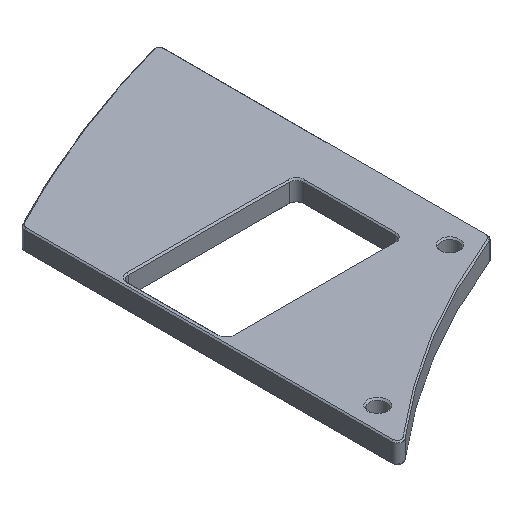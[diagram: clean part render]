
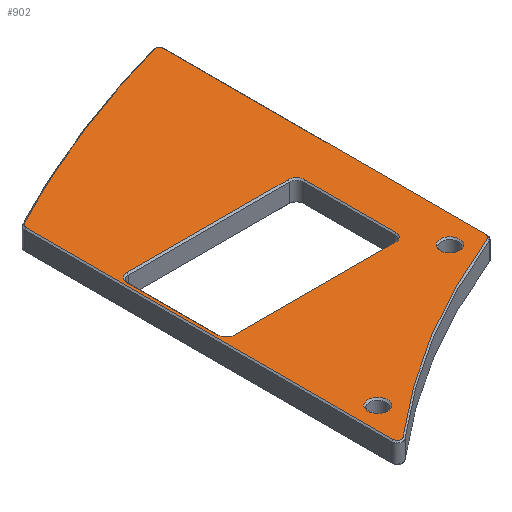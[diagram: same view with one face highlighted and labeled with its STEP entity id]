
A CAD part, isometric view. The second image highlights one B-rep face of the part: STEP entity #902.
In plain terms, the highlighted planar face has unit normal (0, 0, 1).
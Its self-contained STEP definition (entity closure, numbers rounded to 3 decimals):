
#18=FACE_BOUND('',#187,.T.);
#19=FACE_BOUND('',#188,.T.);
#20=FACE_BOUND('',#189,.T.);
#38=CIRCLE('',#966,1.2);
#40=CIRCLE('',#970,1.2);
#42=CIRCLE('',#974,1.2);
#44=CIRCLE('',#978,1.2);
#47=CIRCLE('',#986,111.708);
#48=CIRCLE('',#987,0.6);
#49=CIRCLE('',#988,0.6);
#50=CIRCLE('',#989,156.565);
#51=CIRCLE('',#990,156.706);
#52=CIRCLE('',#991,0.6);
#53=CIRCLE('',#992,0.6);
#54=CIRCLE('',#993,1.4);
#55=CIRCLE('',#994,1.4);
#127=FACE_OUTER_BOUND('',#186,.T.);
#186=EDGE_LOOP('',(#652,#653,#654,#655,#656,#657,#658,#659,#660));
#187=EDGE_LOOP('',(#661));
#188=EDGE_LOOP('',(#662));
#189=EDGE_LOOP('',(#663,#664,#665,#666,#667,#668,#669,#670));
#240=LINE('',#1382,#318);
#245=LINE('',#1396,#323);
#249=LINE('',#1408,#327);
#253=LINE('',#1420,#331);
#262=LINE('',#1450,#340);
#263=LINE('',#1460,#341);
#318=VECTOR('',#1079,10.);
#323=VECTOR('',#1092,10.);
#327=VECTOR('',#1104,10.);
#331=VECTOR('',#1116,10.);
#340=VECTOR('',#1149,10.);
#341=VECTOR('',#1158,10.);
#396=VERTEX_POINT('',#1379);
#397=VERTEX_POINT('',#1381);
#400=VERTEX_POINT('',#1389);
#402=VERTEX_POINT('',#1394);
#404=VERTEX_POINT('',#1401);
#406=VERTEX_POINT('',#1406);
#408=VERTEX_POINT('',#1413);
#410=VERTEX_POINT('',#1418);
#416=VERTEX_POINT('',#1444);
#417=VERTEX_POINT('',#1445);
#418=VERTEX_POINT('',#1447);
#419=VERTEX_POINT('',#1449);
#420=VERTEX_POINT('',#1451);
#421=VERTEX_POINT('',#1453);
#422=VERTEX_POINT('',#1455);
#423=VERTEX_POINT('',#1457);
#424=VERTEX_POINT('',#1459);
#425=VERTEX_POINT('',#1462);
#426=VERTEX_POINT('',#1464);
#472=EDGE_CURVE('',#396,#397,#240,.T.);
#477=EDGE_CURVE('',#400,#396,#38,.T.);
#479=EDGE_CURVE('',#402,#400,#245,.T.);
#483=EDGE_CURVE('',#404,#402,#40,.T.);
#485=EDGE_CURVE('',#406,#404,#249,.T.);
#489=EDGE_CURVE('',#408,#406,#42,.T.);
#491=EDGE_CURVE('',#410,#408,#253,.T.);
#494=EDGE_CURVE('',#397,#410,#44,.T.);
#504=EDGE_CURVE('',#416,#417,#47,.T.);
#505=EDGE_CURVE('',#418,#416,#48,.T.);
#506=EDGE_CURVE('',#419,#418,#262,.T.);
#507=EDGE_CURVE('',#420,#419,#49,.T.);
#508=EDGE_CURVE('',#421,#420,#50,.T.);
#509=EDGE_CURVE('',#422,#421,#51,.T.);
#510=EDGE_CURVE('',#423,#422,#52,.T.);
#511=EDGE_CURVE('',#424,#423,#263,.T.);
#512=EDGE_CURVE('',#417,#424,#53,.T.);
#513=EDGE_CURVE('',#425,#425,#54,.T.);
#514=EDGE_CURVE('',#426,#426,#55,.T.);
#652=ORIENTED_EDGE('',*,*,#504,.F.);
#653=ORIENTED_EDGE('',*,*,#505,.F.);
#654=ORIENTED_EDGE('',*,*,#506,.F.);
#655=ORIENTED_EDGE('',*,*,#507,.F.);
#656=ORIENTED_EDGE('',*,*,#508,.F.);
#657=ORIENTED_EDGE('',*,*,#509,.F.);
#658=ORIENTED_EDGE('',*,*,#510,.F.);
#659=ORIENTED_EDGE('',*,*,#511,.F.);
#660=ORIENTED_EDGE('',*,*,#512,.F.);
#661=ORIENTED_EDGE('',*,*,#513,.F.);
#662=ORIENTED_EDGE('',*,*,#514,.F.);
#663=ORIENTED_EDGE('',*,*,#472,.F.);
#664=ORIENTED_EDGE('',*,*,#477,.F.);
#665=ORIENTED_EDGE('',*,*,#479,.F.);
#666=ORIENTED_EDGE('',*,*,#483,.F.);
#667=ORIENTED_EDGE('',*,*,#485,.F.);
#668=ORIENTED_EDGE('',*,*,#489,.F.);
#669=ORIENTED_EDGE('',*,*,#491,.F.);
#670=ORIENTED_EDGE('',*,*,#494,.F.);
#876=PLANE('',#985);
#902=ADVANCED_FACE('',(#127,#18,#19,#20),#876,.T.);
#966=AXIS2_PLACEMENT_3D('',#1391,#1087,#1088);
#970=AXIS2_PLACEMENT_3D('',#1403,#1099,#1100);
#974=AXIS2_PLACEMENT_3D('',#1415,#1111,#1112);
#978=AXIS2_PLACEMENT_3D('',#1424,#1122,#1123);
#985=AXIS2_PLACEMENT_3D('',#1443,#1143,#1144);
#986=AXIS2_PLACEMENT_3D('',#1446,#1145,#1146);
#987=AXIS2_PLACEMENT_3D('',#1448,#1147,#1148);
#988=AXIS2_PLACEMENT_3D('',#1452,#1150,#1151);
#989=AXIS2_PLACEMENT_3D('',#1454,#1152,#1153);
#990=AXIS2_PLACEMENT_3D('',#1456,#1154,#1155);
#991=AXIS2_PLACEMENT_3D('',#1458,#1156,#1157);
#992=AXIS2_PLACEMENT_3D('',#1461,#1159,#1160);
#993=AXIS2_PLACEMENT_3D('',#1463,#1161,#1162);
#994=AXIS2_PLACEMENT_3D('',#1465,#1163,#1164);
#1079=DIRECTION('',(1.,0.,0.));
#1087=DIRECTION('center_axis',(0.,0.,1.));
#1088=DIRECTION('ref_axis',(-0.707,-0.707,0.));
#1092=DIRECTION('',(0.,-1.,0.));
#1099=DIRECTION('center_axis',(0.,0.,1.));
#1100=DIRECTION('ref_axis',(-0.707,0.707,0.));
#1104=DIRECTION('',(-1.,0.,0.));
#1111=DIRECTION('center_axis',(0.,0.,1.));
#1112=DIRECTION('ref_axis',(0.707,0.707,0.));
#1116=DIRECTION('',(0.,1.,0.));
#1122=DIRECTION('center_axis',(0.,0.,1.));
#1123=DIRECTION('ref_axis',(0.707,-0.707,0.));
#1143=DIRECTION('center_axis',(0.,0.,1.));
#1144=DIRECTION('ref_axis',(1.,0.,0.));
#1145=DIRECTION('center_axis',(0.,0.,1.));
#1146=DIRECTION('ref_axis',(-0.374,0.927,0.));
#1147=DIRECTION('center_axis',(0.,0.,-1.));
#1148=DIRECTION('ref_axis',(0.374,-0.927,0.));
#1149=DIRECTION('',(0.,-1.,0.));
#1150=DIRECTION('center_axis',(0.,0.,-1.));
#1151=DIRECTION('ref_axis',(1.,0.,0.));
#1152=DIRECTION('center_axis',(0.,0.,-1.));
#1153=DIRECTION('ref_axis',(-0.27,0.963,0.));
#1154=DIRECTION('center_axis',(0.,0.,-1.));
#1155=DIRECTION('ref_axis',(-0.408,0.913,0.));
#1156=DIRECTION('center_axis',(0.,0.,-1.));
#1157=DIRECTION('ref_axis',(-0.467,0.884,0.));
#1158=DIRECTION('',(0.,1.,0.));
#1159=DIRECTION('center_axis',(0.,0.,-1.));
#1160=DIRECTION('ref_axis',(-1.,-0.009,0.));
#1161=DIRECTION('center_axis',(0.,0.,1.));
#1162=DIRECTION('ref_axis',(1.,0.,0.));
#1163=DIRECTION('center_axis',(0.,0.,1.));
#1164=DIRECTION('ref_axis',(1.,0.,0.));
#1379=CARTESIAN_POINT('',(-117.225,20.386,3.));
#1381=CARTESIAN_POINT('',(-94.225,20.386,3.));
#1382=CARTESIAN_POINT('',(-98.038,20.386,3.));
#1389=CARTESIAN_POINT('',(-118.425,21.586,3.));
#1391=CARTESIAN_POINT('Origin',(-117.225,21.586,3.));
#1394=CARTESIAN_POINT('',(-118.425,34.586,3.));
#1396=CARTESIAN_POINT('',(-118.425,24.567,3.));
#1401=CARTESIAN_POINT('',(-117.225,35.786,3.));
#1403=CARTESIAN_POINT('Origin',(-117.225,34.586,3.));
#1406=CARTESIAN_POINT('',(-94.225,35.786,3.));
#1408=CARTESIAN_POINT('',(-110.538,35.786,3.));
#1413=CARTESIAN_POINT('',(-93.025,34.586,3.));
#1415=CARTESIAN_POINT('Origin',(-94.225,34.586,3.));
#1418=CARTESIAN_POINT('',(-93.025,21.586,3.));
#1420=CARTESIAN_POINT('',(-93.025,32.067,3.));
#1424=CARTESIAN_POINT('Origin',(-94.225,21.586,3.));
#1443=CARTESIAN_POINT('Origin',(-102.85,28.547,3.));
#1444=CARTESIAN_POINT('',(-87.25,14.275,3.));
#1445=CARTESIAN_POINT('',(-117.832,-4.24,3.));
#1446=CARTESIAN_POINT('Origin',(-45.433,-89.311,3.));
#1447=CARTESIAN_POINT('',(-86.875,14.831,3.));
#1448=CARTESIAN_POINT('Origin',(-87.475,14.831,3.));
#1449=CARTESIAN_POINT('',(-86.875,60.881,3.));
#1450=CARTESIAN_POINT('',(-86.875,21.689,3.));
#1451=CARTESIAN_POINT('',(-87.637,61.458,3.));
#1452=CARTESIAN_POINT('Origin',(-87.475,60.881,3.));
#1453=CARTESIAN_POINT('',(-109.257,53.654,3.));
#1454=CARTESIAN_POINT('Origin',(-45.433,-89.311,3.));
#1455=CARTESIAN_POINT('',(-118.505,49.157,3.));
#1456=CARTESIAN_POINT('Origin',(-45.386,-89.444,3.));
#1457=CARTESIAN_POINT('',(-118.825,48.626,3.));
#1458=CARTESIAN_POINT('Origin',(-118.225,48.626,3.));
#1459=CARTESIAN_POINT('',(-118.825,-3.793,3.));
#1460=CARTESIAN_POINT('',(-118.825,38.587,3.));
#1461=CARTESIAN_POINT('Origin',(-118.225,-3.786,3.));
#1462=CARTESIAN_POINT('',(-92.125,16.186,3.));
#1463=CARTESIAN_POINT('Origin',(-90.725,16.186,3.));
#1464=CARTESIAN_POINT('',(-117.125,1.472,3.));
#1465=CARTESIAN_POINT('Origin',(-115.725,1.472,3.));
